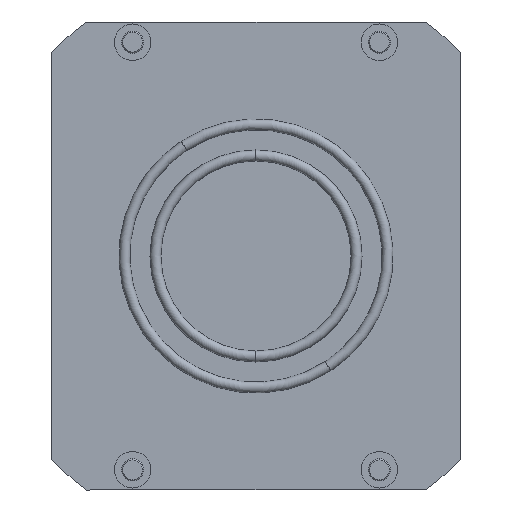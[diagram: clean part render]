
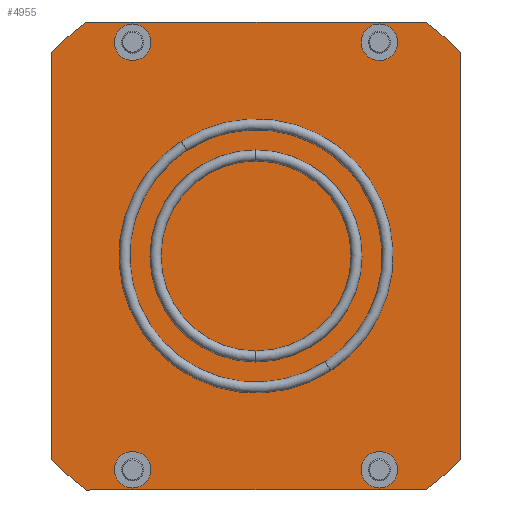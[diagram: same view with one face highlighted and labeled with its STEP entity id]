
A CAD part, front view. The second image highlights one B-rep face of the part: STEP entity #4955.
In plain terms, the highlighted planar face has unit normal (0, -1, 0).
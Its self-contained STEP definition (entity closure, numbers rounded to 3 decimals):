
#157 = CIRCLE ( 'NONE', #4887, 2.75 ) ;
#205 = ORIENTED_EDGE ( 'NONE', *, *, #2141, .F. ) ;
#213 = VECTOR ( 'NONE', #3146, 1000. ) ;
#226 = DIRECTION ( 'NONE',  ( 0., 0., -1. ) ) ;
#237 = LINE ( 'NONE', #1017, #1659 ) ;
#256 = AXIS2_PLACEMENT_3D ( 'NONE', #2249, #6270, #226 ) ;
#290 = CIRCLE ( 'NONE', #675, 79. ) ;
#294 = CARTESIAN_POINT ( 'NONE',  ( 33.75, 73., 61.207 ) ) ;
#415 = PLANE ( 'NONE',  #5767 ) ;
#470 = AXIS2_PLACEMENT_3D ( 'NONE', #3612, #544, #4112 ) ;
#531 = AXIS2_PLACEMENT_3D ( 'NONE', #843, #5011, #872 ) ;
#544 = DIRECTION ( 'NONE',  ( 0., -1., 0. ) ) ;
#546 = CIRCLE ( 'NONE', #747, 2.75 ) ;
#675 = AXIS2_PLACEMENT_3D ( 'NONE', #4180, #1124, #4683 ) ;
#745 = DIRECTION ( 'NONE',  ( 0., 0., 1. ) ) ;
#747 = AXIS2_PLACEMENT_3D ( 'NONE', #4188, #2592, #5155 ) ;
#758 = ORIENTED_EDGE ( 'NONE', *, *, #2891, .F. ) ;
#797 = FACE_BOUND ( 'NONE', #4519, .T. ) ;
#805 = CIRCLE ( 'NONE', #470, 2.75 ) ;
#843 = CARTESIAN_POINT ( 'NONE',  ( 33.75, 73., 58.457 ) ) ;
#872 = DIRECTION ( 'NONE',  ( 0., 0., 1. ) ) ;
#936 = CARTESIAN_POINT ( 'NONE',  ( 33.75, 73., -58.457 ) ) ;
#1013 = VERTEX_POINT ( 'NONE', #4303 ) ;
#1017 = CARTESIAN_POINT ( 'NONE',  ( -56., 73., 55.723 ) ) ;
#1049 = EDGE_CURVE ( 'NONE', #4846, #2856, #237, .T. ) ;
#1091 = EDGE_CURVE ( 'NONE', #5407, #1013, #546, .T. ) ;
#1124 = DIRECTION ( 'NONE',  ( 0., -1., 0. ) ) ;
#1191 = AXIS2_PLACEMENT_3D ( 'NONE', #1524, #5077, #2055 ) ;
#1235 = CARTESIAN_POINT ( 'NONE',  ( -56., 73., -55.723 ) ) ;
#1278 = FACE_OUTER_BOUND ( 'NONE', #2258, .T. ) ;
#1397 = AXIS2_PLACEMENT_3D ( 'NONE', #936, #5203, #1891 ) ;
#1430 = CARTESIAN_POINT ( 'NONE',  ( 0., 73., 0. ) ) ;
#1524 = CARTESIAN_POINT ( 'NONE',  ( -33.75, 73., -58.457 ) ) ;
#1542 = CARTESIAN_POINT ( 'NONE',  ( 0., 73., 0. ) ) ;
#1547 = VERTEX_POINT ( 'NONE', #5192 ) ;
#1629 = DIRECTION ( 'NONE',  ( 0., -1., 0. ) ) ;
#1659 = VECTOR ( 'NONE', #4083, 1000. ) ;
#1666 = CIRCLE ( 'NONE', #3272, 2.75 ) ;
#1669 = EDGE_CURVE ( 'NONE', #2856, #2674, #4381, .T. ) ;
#1707 = VERTEX_POINT ( 'NONE', #5489 ) ;
#1768 = CARTESIAN_POINT ( 'NONE',  ( 56., 73., 55.723 ) ) ;
#1816 = LINE ( 'NONE', #1768, #3188 ) ;
#1830 = EDGE_CURVE ( 'NONE', #4055, #3515, #4995, .T. ) ;
#1836 = CARTESIAN_POINT ( 'NONE',  ( 46.314, 73., -64. ) ) ;
#1846 = AXIS2_PLACEMENT_3D ( 'NONE', #4684, #1629, #5170 ) ;
#1891 = DIRECTION ( 'NONE',  ( 0., 0., -1. ) ) ;
#1976 = DIRECTION ( 'NONE',  ( 0., 0., -1. ) ) ;
#2013 = CARTESIAN_POINT ( 'NONE',  ( 46.314, 73., -64. ) ) ;
#2020 = EDGE_LOOP ( 'NONE', ( #4393, #4339 ) ) ;
#2055 = DIRECTION ( 'NONE',  ( 0., 0., 1. ) ) ;
#2068 = CARTESIAN_POINT ( 'NONE',  ( -33.75, 73., 55.707 ) ) ;
#2081 = DIRECTION ( 'NONE',  ( 0., 0., -1. ) ) ;
#2129 = ORIENTED_EDGE ( 'NONE', *, *, #5963, .T. ) ;
#2139 = EDGE_CURVE ( 'NONE', #1013, #5407, #4224, .T. ) ;
#2141 = EDGE_CURVE ( 'NONE', #3515, #4055, #1666, .T. ) ;
#2151 = DIRECTION ( 'NONE',  ( 0., -1., 0. ) ) ;
#2249 = CARTESIAN_POINT ( 'NONE',  ( 0., 73., 0. ) ) ;
#2258 = EDGE_LOOP ( 'NONE', ( #5445, #6514, #5305, #4507, #2129, #4269, #4125, #4052 ) ) ;
#2464 = FACE_BOUND ( 'NONE', #5307, .T. ) ;
#2465 = CARTESIAN_POINT ( 'NONE',  ( 33.75, 73., -58.457 ) ) ;
#2471 = EDGE_CURVE ( 'NONE', #1547, #3957, #1816, .T. ) ;
#2489 = CARTESIAN_POINT ( 'NONE',  ( 56., 73., 55.723 ) ) ;
#2592 = DIRECTION ( 'NONE',  ( 0., -1., 0. ) ) ;
#2674 = VERTEX_POINT ( 'NONE', #3041 ) ;
#2772 = LINE ( 'NONE', #5103, #213 ) ;
#2839 = CARTESIAN_POINT ( 'NONE',  ( -33.75, 73., 58.457 ) ) ;
#2856 = VERTEX_POINT ( 'NONE', #1235 ) ;
#2872 = VERTEX_POINT ( 'NONE', #4711 ) ;
#2891 = EDGE_CURVE ( 'NONE', #1707, #5737, #5057, .T. ) ;
#2912 = CARTESIAN_POINT ( 'NONE',  ( -33.75, 73., -55.707 ) ) ;
#3000 = CIRCLE ( 'NONE', #1191, 2.75 ) ;
#3035 = EDGE_CURVE ( 'NONE', #6413, #3062, #157, .T. ) ;
#3041 = CARTESIAN_POINT ( 'NONE',  ( -46.314, 73., -64. ) ) ;
#3062 = VERTEX_POINT ( 'NONE', #2068 ) ;
#3146 = DIRECTION ( 'NONE',  ( -1., 0., 0. ) ) ;
#3171 = EDGE_CURVE ( 'NONE', #3957, #6433, #290, .T. ) ;
#3188 = VECTOR ( 'NONE', #3982, 1000. ) ;
#3210 = FACE_BOUND ( 'NONE', #5025, .T. ) ;
#3272 = AXIS2_PLACEMENT_3D ( 'NONE', #2465, #3734, #5970 ) ;
#3515 = VERTEX_POINT ( 'NONE', #5615 ) ;
#3557 = CARTESIAN_POINT ( 'NONE',  ( 46.314, 73., 64. ) ) ;
#3597 = CARTESIAN_POINT ( 'NONE',  ( 33.75, 73., -55.707 ) ) ;
#3612 = CARTESIAN_POINT ( 'NONE',  ( -33.75, 73., 58.457 ) ) ;
#3627 = AXIS2_PLACEMENT_3D ( 'NONE', #3777, #2151, #745 ) ;
#3734 = DIRECTION ( 'NONE',  ( 0., -1., 0. ) ) ;
#3777 = CARTESIAN_POINT ( 'NONE',  ( -33.75, 73., -58.457 ) ) ;
#3792 = ORIENTED_EDGE ( 'NONE', *, *, #1830, .F. ) ;
#3890 = ORIENTED_EDGE ( 'NONE', *, *, #4032, .F. ) ;
#3957 = VERTEX_POINT ( 'NONE', #2489 ) ;
#3982 = DIRECTION ( 'NONE',  ( 0., 0., 1. ) ) ;
#4004 = VERTEX_POINT ( 'NONE', #2013 ) ;
#4032 = EDGE_CURVE ( 'NONE', #5737, #1707, #3000, .T. ) ;
#4052 = ORIENTED_EDGE ( 'NONE', *, *, #4569, .T. ) ;
#4055 = VERTEX_POINT ( 'NONE', #3597 ) ;
#4083 = DIRECTION ( 'NONE',  ( 0., 0., -1. ) ) ;
#4112 = DIRECTION ( 'NONE',  ( 0., 0., -1. ) ) ;
#4125 = ORIENTED_EDGE ( 'NONE', *, *, #3171, .T. ) ;
#4180 = CARTESIAN_POINT ( 'NONE',  ( 0., 73., 0. ) ) ;
#4188 = CARTESIAN_POINT ( 'NONE',  ( 33.75, 73., 58.457 ) ) ;
#4224 = CIRCLE ( 'NONE', #531, 2.75 ) ;
#4269 = ORIENTED_EDGE ( 'NONE', *, *, #2471, .T. ) ;
#4281 = AXIS2_PLACEMENT_3D ( 'NONE', #1542, #5093, #2081 ) ;
#4303 = CARTESIAN_POINT ( 'NONE',  ( 33.75, 73., 55.707 ) ) ;
#4339 = ORIENTED_EDGE ( 'NONE', *, *, #2139, .F. ) ;
#4381 = CIRCLE ( 'NONE', #256, 79. ) ;
#4393 = ORIENTED_EDGE ( 'NONE', *, *, #1091, .F. ) ;
#4507 = ORIENTED_EDGE ( 'NONE', *, *, #6229, .T. ) ;
#4519 = EDGE_LOOP ( 'NONE', ( #3890, #758 ) ) ;
#4569 = EDGE_CURVE ( 'NONE', #6433, #2872, #2772, .T. ) ;
#4588 = EDGE_CURVE ( 'NONE', #2872, #4846, #6211, .T. ) ;
#4683 = DIRECTION ( 'NONE',  ( 0., 0., -1. ) ) ;
#4684 = CARTESIAN_POINT ( 'NONE',  ( 0., 73., 0. ) ) ;
#4702 = ORIENTED_EDGE ( 'NONE', *, *, #3035, .F. ) ;
#4711 = CARTESIAN_POINT ( 'NONE',  ( -46.314, 73., 64. ) ) ;
#4846 = VERTEX_POINT ( 'NONE', #6345 ) ;
#4887 = AXIS2_PLACEMENT_3D ( 'NONE', #2839, #6225, #5706 ) ;
#4955 = ADVANCED_FACE ( 'NONE', ( #3210, #797, #6173, #2464, #1278 ), #415, .T. ) ;
#4995 = CIRCLE ( 'NONE', #1397, 2.75 ) ;
#5004 = DIRECTION ( 'NONE',  ( 0., -1., 0. ) ) ;
#5011 = DIRECTION ( 'NONE',  ( 0., -1., 0. ) ) ;
#5025 = EDGE_LOOP ( 'NONE', ( #205, #3792 ) ) ;
#5057 = CIRCLE ( 'NONE', #3627, 2.75 ) ;
#5077 = DIRECTION ( 'NONE',  ( 0., -1., 0. ) ) ;
#5093 = DIRECTION ( 'NONE',  ( 0., -1., 0. ) ) ;
#5103 = CARTESIAN_POINT ( 'NONE',  ( 46.314, 73., 64. ) ) ;
#5155 = DIRECTION ( 'NONE',  ( 0., 0., 1. ) ) ;
#5170 = DIRECTION ( 'NONE',  ( 0., 0., -1. ) ) ;
#5192 = CARTESIAN_POINT ( 'NONE',  ( 56., 73., -55.723 ) ) ;
#5203 = DIRECTION ( 'NONE',  ( 0., -1., 0. ) ) ;
#5305 = ORIENTED_EDGE ( 'NONE', *, *, #1669, .T. ) ;
#5307 = EDGE_LOOP ( 'NONE', ( #5331, #4702 ) ) ;
#5331 = ORIENTED_EDGE ( 'NONE', *, *, #6478, .F. ) ;
#5359 = DIRECTION ( 'NONE',  ( 1., 0., 0. ) ) ;
#5407 = VERTEX_POINT ( 'NONE', #294 ) ;
#5445 = ORIENTED_EDGE ( 'NONE', *, *, #4588, .T. ) ;
#5489 = CARTESIAN_POINT ( 'NONE',  ( -33.75, 73., -61.207 ) ) ;
#5533 = CARTESIAN_POINT ( 'NONE',  ( -33.75, 73., 61.207 ) ) ;
#5585 = VECTOR ( 'NONE', #5359, 1000. ) ;
#5600 = LINE ( 'NONE', #1836, #5585 ) ;
#5613 = CIRCLE ( 'NONE', #4281, 79. ) ;
#5615 = CARTESIAN_POINT ( 'NONE',  ( 33.75, 73., -61.207 ) ) ;
#5706 = DIRECTION ( 'NONE',  ( 0., 0., -1. ) ) ;
#5737 = VERTEX_POINT ( 'NONE', #2912 ) ;
#5767 = AXIS2_PLACEMENT_3D ( 'NONE', #1430, #5004, #1976 ) ;
#5963 = EDGE_CURVE ( 'NONE', #4004, #1547, #5613, .T. ) ;
#5970 = DIRECTION ( 'NONE',  ( 0., 0., -1. ) ) ;
#6173 = FACE_BOUND ( 'NONE', #2020, .T. ) ;
#6211 = CIRCLE ( 'NONE', #1846, 79. ) ;
#6225 = DIRECTION ( 'NONE',  ( 0., -1., 0. ) ) ;
#6229 = EDGE_CURVE ( 'NONE', #2674, #4004, #5600, .T. ) ;
#6270 = DIRECTION ( 'NONE',  ( 0., -1., 0. ) ) ;
#6345 = CARTESIAN_POINT ( 'NONE',  ( -56., 73., 55.723 ) ) ;
#6413 = VERTEX_POINT ( 'NONE', #5533 ) ;
#6433 = VERTEX_POINT ( 'NONE', #3557 ) ;
#6478 = EDGE_CURVE ( 'NONE', #3062, #6413, #805, .T. ) ;
#6514 = ORIENTED_EDGE ( 'NONE', *, *, #1049, .T. ) ;
